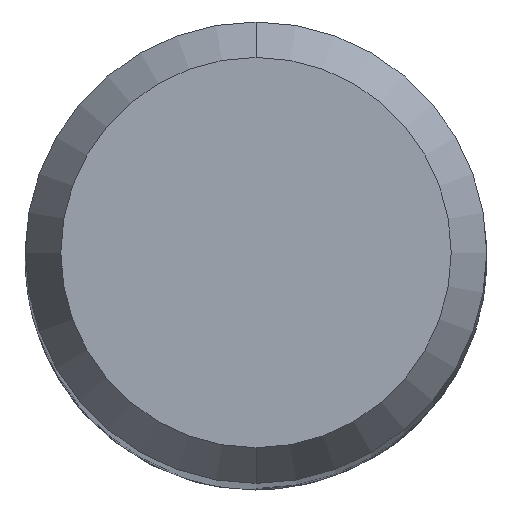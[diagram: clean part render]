
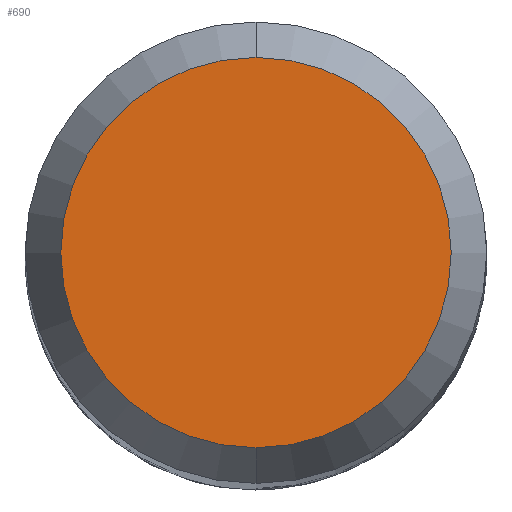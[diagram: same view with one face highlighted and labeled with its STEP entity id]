
A CAD part, top view. The second image highlights one B-rep face of the part: STEP entity #690.
In plain terms, the highlighted planar face has unit normal (0, 0, 1).
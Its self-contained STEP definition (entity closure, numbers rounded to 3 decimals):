
#424=VERTEX_POINT('',#1148);
#690=ADVANCED_FACE('',(#1441),#1442,.T.);
#810=EDGE_CURVE('',#424,#1020,#1572,.T.);
#844=EDGE_CURVE('',#1020,#424,#1608,.T.);
#1020=VERTEX_POINT('',#1800);
#1148=CARTESIAN_POINT('',(0.0,2.538,0.0));
#1441=FACE_OUTER_BOUND('',#3757,.T.);
#1442=PLANE('',#3758);
#1572=CIRCLE('',#4931,2.538);
#1608=CIRCLE('',#5068,2.538);
#1800=CARTESIAN_POINT('',(0.,-2.538,0.0));
#3757=EDGE_LOOP('',(#8237,#8238));
#3758=AXIS2_PLACEMENT_3D('',#8239,#8240,#8241);
#4931=AXIS2_PLACEMENT_3D('',#8370,#8371,#8372);
#5068=AXIS2_PLACEMENT_3D('',#8392,#8393,#8394);
#8237=ORIENTED_EDGE('',*,*,#810,.F.);
#8238=ORIENTED_EDGE('',*,*,#844,.F.);
#8239=CARTESIAN_POINT('',(0.0,1.269,0.0));
#8240=DIRECTION('',(-0.0,0.0,1.0));
#8241=DIRECTION('',(0.0,-1.0,0.0));
#8370=CARTESIAN_POINT('',(0.0,0.0,0.0));
#8371=DIRECTION('',(0.0,0.0,-1.0));
#8372=DIRECTION('',(0.0,1.0,0.0));
#8392=CARTESIAN_POINT('',(0.0,0.0,0.0));
#8393=DIRECTION('',(0.0,0.0,-1.0));
#8394=DIRECTION('',(0.0,1.0,0.0));
